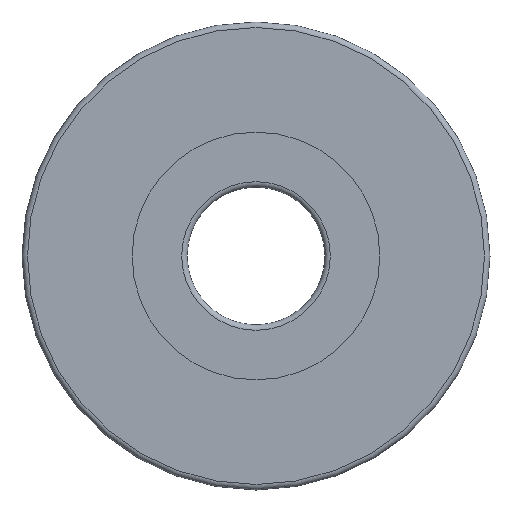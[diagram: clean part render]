
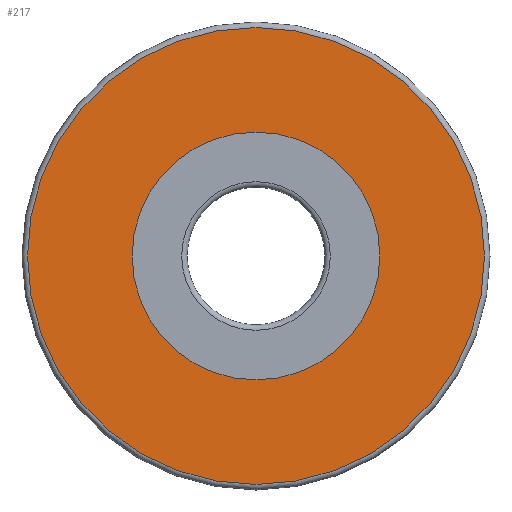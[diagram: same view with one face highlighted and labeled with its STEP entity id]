
A CAD part, left-side view. The second image highlights one B-rep face of the part: STEP entity #217.
In plain terms, the highlighted planar face has unit normal (-1, 0, 0).
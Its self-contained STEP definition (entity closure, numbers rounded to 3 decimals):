
#4 = FACE_BOUND ( 'NONE', #66, .T. ) ;
#16 = AXIS2_PLACEMENT_3D ( 'NONE', #134, #269, #339 ) ;
#19 = CARTESIAN_POINT ( 'NONE',  ( -3.5, 8.3, 0. ) ) ;
#30 = AXIS2_PLACEMENT_3D ( 'NONE', #293, #316, #364 ) ;
#36 = EDGE_CURVE ( 'NONE', #260, #260, #340, .T. ) ;
#39 = EDGE_LOOP ( 'NONE', ( #155 ) ) ;
#58 = DIRECTION ( 'NONE',  ( 0., 1., 0. ) ) ;
#66 = EDGE_LOOP ( 'NONE', ( #369 ) ) ;
#75 = EDGE_CURVE ( 'NONE', #365, #365, #368, .T. ) ;
#101 = CARTESIAN_POINT ( 'NONE',  ( -3.5, 4.5, 0. ) ) ;
#134 = CARTESIAN_POINT ( 'NONE',  ( -3.5, 0., 0. ) ) ;
#155 = ORIENTED_EDGE ( 'NONE', *, *, #75, .T. ) ;
#199 = CARTESIAN_POINT ( 'NONE',  ( -3.5, 0., 0. ) ) ;
#217 = ADVANCED_FACE ( 'NONE', ( #259, #4 ), #350, .F. ) ;
#227 = AXIS2_PLACEMENT_3D ( 'NONE', #199, #314, #58 ) ;
#259 = FACE_OUTER_BOUND ( 'NONE', #39, .T. ) ;
#260 = VERTEX_POINT ( 'NONE', #101 ) ;
#269 = DIRECTION ( 'NONE',  ( 1., 0., 0. ) ) ;
#293 = CARTESIAN_POINT ( 'NONE',  ( -3.5, 4.5, 0. ) ) ;
#314 = DIRECTION ( 'NONE',  ( -1., 0., 0. ) ) ;
#316 = DIRECTION ( 'NONE',  ( 1., 0., 0. ) ) ;
#339 = DIRECTION ( 'NONE',  ( 0., 1., 0. ) ) ;
#340 = CIRCLE ( 'NONE', #16, 4.5 ) ;
#350 = PLANE ( 'NONE',  #30 ) ;
#364 = DIRECTION ( 'NONE',  ( 0., 1., 0. ) ) ;
#365 = VERTEX_POINT ( 'NONE', #19 ) ;
#368 = CIRCLE ( 'NONE', #227, 8.3 ) ;
#369 = ORIENTED_EDGE ( 'NONE', *, *, #36, .T. ) ;
